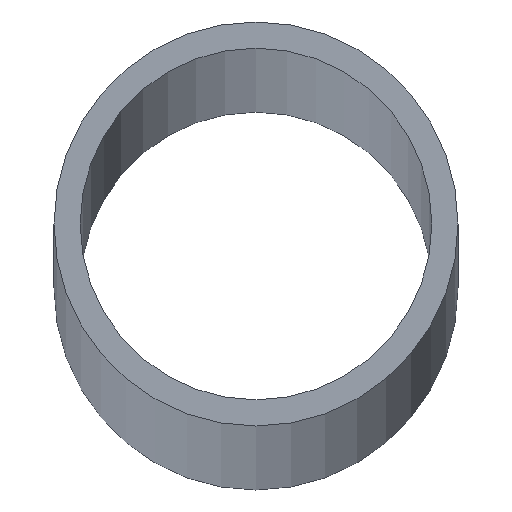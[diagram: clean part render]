
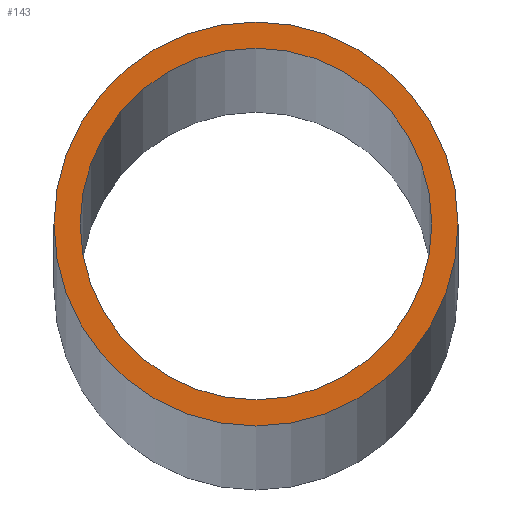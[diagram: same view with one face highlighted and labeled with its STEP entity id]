
A CAD part, top view. The second image highlights one B-rep face of the part: STEP entity #143.
In plain terms, the highlighted planar face has unit normal (0, 0, 1).
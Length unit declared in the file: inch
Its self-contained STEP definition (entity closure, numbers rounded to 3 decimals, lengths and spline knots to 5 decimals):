
#1 = PLANE ( 'NONE',  #230 ) ;
#11 = DIRECTION ( 'NONE',  ( 1., 0., 0. ) ) ;
#27 = ORIENTED_EDGE ( 'NONE', *, *, #160, .F. ) ;
#30 = DIRECTION ( 'NONE',  ( 1., 0., 0. ) ) ;
#37 = DIRECTION ( 'NONE',  ( 1., 0., 0. ) ) ;
#49 = ORIENTED_EDGE ( 'NONE', *, *, #68, .T. ) ;
#51 = CIRCLE ( 'NONE', #164, 1.19 ) ;
#52 = CARTESIAN_POINT ( 'NONE',  ( 0., 0., 216. ) ) ;
#53 = CIRCLE ( 'NONE', #83, 1.036 ) ;
#56 = FACE_OUTER_BOUND ( 'NONE', #246, .T. ) ;
#59 = CARTESIAN_POINT ( 'NONE',  ( 0., 0., 216. ) ) ;
#62 = EDGE_CURVE ( 'NONE', #171, #225, #51, .T. ) ;
#63 = AXIS2_PLACEMENT_3D ( 'NONE', #229, #194, #11 ) ;
#68 = EDGE_CURVE ( 'NONE', #225, #171, #212, .T. ) ;
#81 = DIRECTION ( 'NONE',  ( 0., 0., 1. ) ) ;
#83 = AXIS2_PLACEMENT_3D ( 'NONE', #52, #81, #163 ) ;
#84 = DIRECTION ( 'NONE',  ( 0., 0., 1. ) ) ;
#86 = VERTEX_POINT ( 'NONE', #205 ) ;
#103 = AXIS2_PLACEMENT_3D ( 'NONE', #59, #106, #37 ) ;
#104 = FACE_BOUND ( 'NONE', #110, .T. ) ;
#106 = DIRECTION ( 'NONE',  ( 0., 0., 1. ) ) ;
#110 = EDGE_LOOP ( 'NONE', ( #27, #207 ) ) ;
#117 = CIRCLE ( 'NONE', #103, 1.036 ) ;
#125 = CARTESIAN_POINT ( 'NONE',  ( 0., 0., 216. ) ) ;
#127 = ORIENTED_EDGE ( 'NONE', *, *, #62, .T. ) ;
#132 = CARTESIAN_POINT ( 'NONE',  ( 0., 0., 216. ) ) ;
#142 = CARTESIAN_POINT ( 'NONE',  ( -1.19, 0., 216. ) ) ;
#143 = ADVANCED_FACE ( 'NONE', ( #56, #104 ), #1, .T. ) ;
#157 = DIRECTION ( 'NONE',  ( 0., 0., 1. ) ) ;
#160 = EDGE_CURVE ( 'NONE', #86, #240, #117, .T. ) ;
#163 = DIRECTION ( 'NONE',  ( 1., 0., 0. ) ) ;
#164 = AXIS2_PLACEMENT_3D ( 'NONE', #132, #157, #30 ) ;
#171 = VERTEX_POINT ( 'NONE', #200 ) ;
#183 = DIRECTION ( 'NONE',  ( 1., 0., 0. ) ) ;
#194 = DIRECTION ( 'NONE',  ( 0., 0., 1. ) ) ;
#200 = CARTESIAN_POINT ( 'NONE',  ( 1.19, 0., 216. ) ) ;
#205 = CARTESIAN_POINT ( 'NONE',  ( -1.036, 0., 216. ) ) ;
#207 = ORIENTED_EDGE ( 'NONE', *, *, #244, .F. ) ;
#212 = CIRCLE ( 'NONE', #63, 1.19 ) ;
#225 = VERTEX_POINT ( 'NONE', #142 ) ;
#229 = CARTESIAN_POINT ( 'NONE',  ( 0., 0., 216. ) ) ;
#230 = AXIS2_PLACEMENT_3D ( 'NONE', #125, #84, #183 ) ;
#240 = VERTEX_POINT ( 'NONE', #250 ) ;
#244 = EDGE_CURVE ( 'NONE', #240, #86, #53, .T. ) ;
#246 = EDGE_LOOP ( 'NONE', ( #49, #127 ) ) ;
#250 = CARTESIAN_POINT ( 'NONE',  ( 1.036, 0., 216. ) ) ;
